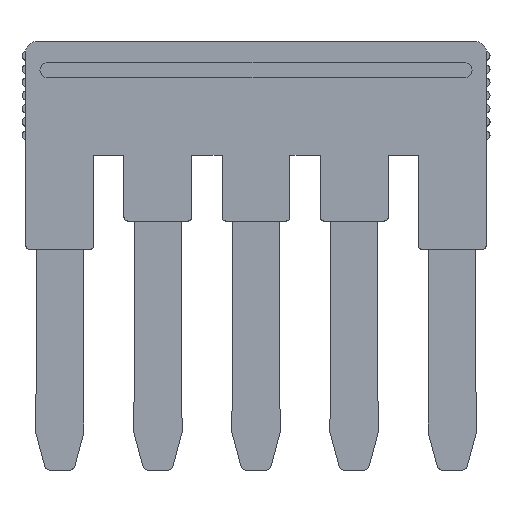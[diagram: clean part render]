
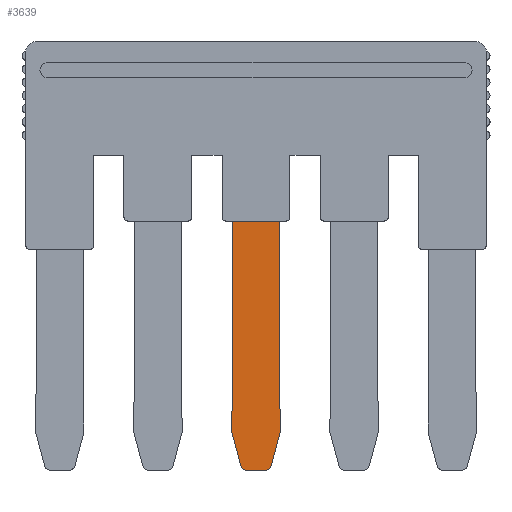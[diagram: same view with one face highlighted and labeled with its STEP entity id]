
A CAD part, top view. The second image highlights one B-rep face of the part: STEP entity #3639.
In plain terms, the highlighted planar face has unit normal (0, 0, 1).
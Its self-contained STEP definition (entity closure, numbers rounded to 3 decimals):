
#581=DIRECTION('',(1.,0.,0.));
#582=VECTOR('',#581,2.5);
#583=CARTESIAN_POINT('',(-1.25,-7.996,0.8));
#584=LINE('',#583,#582);
#1171=DIRECTION('',(0.,1.,0.));
#1172=VECTOR('',#1171,8.144);
#1173=CARTESIAN_POINT('',(1.25,-16.141,0.8));
#1174=LINE('',#1173,#1172);
#1175=DIRECTION('',(-0.012,1.,0.));
#1176=VECTOR('',#1175,2.557);
#1177=CARTESIAN_POINT('',(1.28,-18.697,0.8));
#1178=LINE('',#1177,#1176);
#1179=DIRECTION('',(0.,1.,0.));
#1180=VECTOR('',#1179,0.5);
#1181=CARTESIAN_POINT('',(1.28,-19.197,0.8));
#1182=LINE('',#1181,#1180);
#1183=DIRECTION('',(0.258,0.966,0.));
#1184=VECTOR('',#1183,1.84);
#1185=CARTESIAN_POINT('',(0.806,-20.975,0.8));
#1186=LINE('',#1185,#1184);
#1187=CARTESIAN_POINT('',(0.516,-20.897,0.8));
#1188=DIRECTION('',(0.,0.,1.));
#1189=DIRECTION('',(0.,-1.,0.));
#1190=AXIS2_PLACEMENT_3D('',#1187,#1188,#1189);
#1192=DIRECTION('',(1.,0.,0.));
#1193=VECTOR('',#1192,1.031);
#1194=CARTESIAN_POINT('',(-0.515,-21.197,0.8));
#1195=LINE('',#1194,#1193);
#1196=CARTESIAN_POINT('',(-0.515,-20.897,0.8));
#1197=DIRECTION('',(0.,0.,1.));
#1198=DIRECTION('',(-0.966,-0.258,0.));
#1199=AXIS2_PLACEMENT_3D('',#1196,#1197,#1198);
#1201=DIRECTION('',(0.258,-0.966,0.));
#1202=VECTOR('',#1201,1.84);
#1203=CARTESIAN_POINT('',(-1.28,-19.197,0.8));
#1204=LINE('',#1203,#1202);
#1205=DIRECTION('',(0.,-1.,0.));
#1206=VECTOR('',#1205,0.5);
#1207=CARTESIAN_POINT('',(-1.28,-18.697,0.8));
#1208=LINE('',#1207,#1206);
#1209=DIRECTION('',(-0.012,-1.,0.));
#1210=VECTOR('',#1209,2.557);
#1211=CARTESIAN_POINT('',(-1.25,-16.141,0.8));
#1212=LINE('',#1211,#1210);
#1213=DIRECTION('',(0.,-1.,0.));
#1214=VECTOR('',#1213,8.144);
#1215=CARTESIAN_POINT('',(-1.25,-7.996,0.8));
#1216=LINE('',#1215,#1214);
#1981=CARTESIAN_POINT('',(-0.805,-20.975,0.8));
#1982=CARTESIAN_POINT('',(-0.515,-21.197,0.8));
#1983=VERTEX_POINT('',#1981);
#1984=VERTEX_POINT('',#1982);
#1985=CARTESIAN_POINT('',(0.516,-21.197,0.8));
#1986=VERTEX_POINT('',#1985);
#1987=CARTESIAN_POINT('',(0.806,-20.975,0.8));
#1988=VERTEX_POINT('',#1987);
#1989=CARTESIAN_POINT('',(1.28,-19.197,0.8));
#1990=VERTEX_POINT('',#1989);
#1991=CARTESIAN_POINT('',(1.28,-18.697,0.8));
#1992=VERTEX_POINT('',#1991);
#1993=CARTESIAN_POINT('',(1.25,-16.141,0.8));
#1994=VERTEX_POINT('',#1993);
#1995=CARTESIAN_POINT('',(-1.25,-16.141,0.8));
#1996=CARTESIAN_POINT('',(-1.28,-18.697,0.8));
#1997=VERTEX_POINT('',#1995);
#1998=VERTEX_POINT('',#1996);
#1999=CARTESIAN_POINT('',(-1.28,-19.197,0.8));
#2000=VERTEX_POINT('',#1999);
#2005=CARTESIAN_POINT('',(-1.25,-7.996,0.8));
#2006=CARTESIAN_POINT('',(1.25,-7.996,0.8));
#2007=VERTEX_POINT('',#2005);
#2008=VERTEX_POINT('',#2006);
#3610=CARTESIAN_POINT('',(10.4,0.,0.8));
#3611=DIRECTION('',(0.,0.,1.));
#3612=DIRECTION('',(1.,0.,0.));
#3613=AXIS2_PLACEMENT_3D('',#3610,#3611,#3612);
#3614=PLANE('',#3613);
#3615=ORIENTED_EDGE('',*,*,#2845,.T.);
#3617=ORIENTED_EDGE('',*,*,#3616,.F.);
#3619=ORIENTED_EDGE('',*,*,#3618,.F.);
#3621=ORIENTED_EDGE('',*,*,#3620,.F.);
#3623=ORIENTED_EDGE('',*,*,#3622,.F.);
#3625=ORIENTED_EDGE('',*,*,#3624,.F.);
#3627=ORIENTED_EDGE('',*,*,#3626,.F.);
#3629=ORIENTED_EDGE('',*,*,#3628,.F.);
#3631=ORIENTED_EDGE('',*,*,#3630,.F.);
#3633=ORIENTED_EDGE('',*,*,#3632,.F.);
#3635=ORIENTED_EDGE('',*,*,#3634,.F.);
#3636=ORIENTED_EDGE('',*,*,#3602,.F.);
#3637=EDGE_LOOP('',(#3615,#3617,#3619,#3621,#3623,#3625,#3627,#3629,#3631,#3633,
#3635,#3636));
#3638=FACE_OUTER_BOUND('',#3637,.F.);
#3639=ADVANCED_FACE('',(#3638),#3614,.T.);
#1191=CIRCLE('',#1190,0.3);
#1200=CIRCLE('',#1199,0.3);
#2845=EDGE_CURVE('',#2007,#2008,#584,.T.);
#3602=EDGE_CURVE('',#2007,#1997,#1216,.T.);
#3616=EDGE_CURVE('',#1994,#2008,#1174,.T.);
#3618=EDGE_CURVE('',#1992,#1994,#1178,.T.);
#3620=EDGE_CURVE('',#1990,#1992,#1182,.T.);
#3622=EDGE_CURVE('',#1988,#1990,#1186,.T.);
#3624=EDGE_CURVE('',#1986,#1988,#1191,.T.);
#3626=EDGE_CURVE('',#1984,#1986,#1195,.T.);
#3628=EDGE_CURVE('',#1983,#1984,#1200,.T.);
#3630=EDGE_CURVE('',#2000,#1983,#1204,.T.);
#3632=EDGE_CURVE('',#1998,#2000,#1208,.T.);
#3634=EDGE_CURVE('',#1997,#1998,#1212,.T.);
